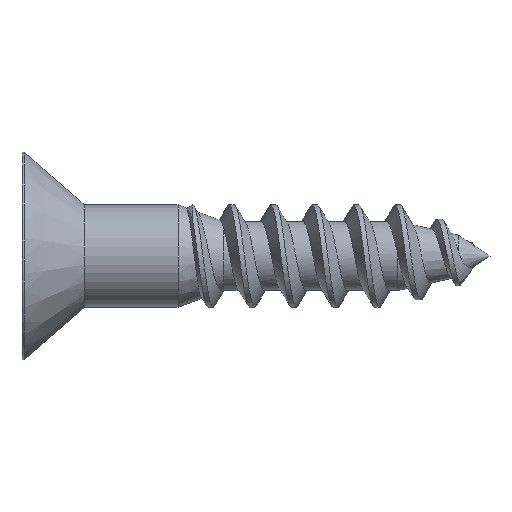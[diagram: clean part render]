
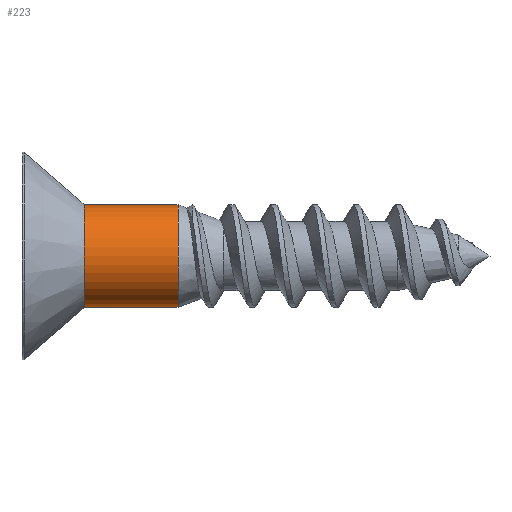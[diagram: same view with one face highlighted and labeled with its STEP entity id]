
A CAD part, top view. The second image highlights one B-rep face of the part: STEP entity #223.
In plain terms, the highlighted cylindrical face has radius 2.083 mm (diameter 4.166 mm), a partial arc.
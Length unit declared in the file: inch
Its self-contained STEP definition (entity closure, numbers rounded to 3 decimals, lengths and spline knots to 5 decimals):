
#101 = VERTEX_POINT ( 'NONE', #3045 ) ;
#223 = ADVANCED_FACE ( 'NONE', ( #735 ), #2874, .T. ) ;
#273 = DIRECTION ( 'NONE',  ( -1., 0., 0. ) ) ;
#275 = DIRECTION ( 'NONE',  ( -1., 0., 0. ) ) ;
#366 = AXIS2_PLACEMENT_3D ( 'NONE', #2656, #273, #3538 ) ;
#633 = CARTESIAN_POINT ( 'NONE',  ( -0.125, 0.082, 0. ) ) ;
#653 = ORIENTED_EDGE ( 'NONE', *, *, #1150, .T. ) ;
#735 = FACE_OUTER_BOUND ( 'NONE', #2471, .T. ) ;
#779 = CIRCLE ( 'NONE', #366, 0.082 ) ;
#1067 = VECTOR ( 'NONE', #2502, 39.37008 ) ;
#1121 = AXIS2_PLACEMENT_3D ( 'NONE', #2058, #2075, #2928 ) ;
#1123 = CARTESIAN_POINT ( 'NONE',  ( -0.275, 0.082, 0. ) ) ;
#1150 = EDGE_CURVE ( 'NONE', #1910, #2841, #2666, .T. ) ;
#1302 = CARTESIAN_POINT ( 'NONE',  ( -0.275, 0., 0. ) ) ;
#1319 = CARTESIAN_POINT ( 'NONE',  ( -0.375, 0.082, 0. ) ) ;
#1349 = LINE ( 'NONE', #2324, #3814 ) ;
#1379 = ORIENTED_EDGE ( 'NONE', *, *, #3665, .T. ) ;
#1591 = DIRECTION ( 'NONE',  ( 0., -1., 0. ) ) ;
#1910 = VERTEX_POINT ( 'NONE', #633 ) ;
#2058 = CARTESIAN_POINT ( 'NONE',  ( -0.375, 0., 0. ) ) ;
#2075 = DIRECTION ( 'NONE',  ( -1., 0., 0. ) ) ;
#2077 = CIRCLE ( 'NONE', #3660, 0.082 ) ;
#2175 = CARTESIAN_POINT ( 'NONE',  ( -0.275, -0.082, 0. ) ) ;
#2194 = EDGE_CURVE ( 'NONE', #101, #2593, #1349, .T. ) ;
#2324 = CARTESIAN_POINT ( 'NONE',  ( -0.375, -0.082, 0. ) ) ;
#2471 = EDGE_LOOP ( 'NONE', ( #1379, #653, #3468, #3691 ) ) ;
#2502 = DIRECTION ( 'NONE',  ( -1., 0., 0. ) ) ;
#2593 = VERTEX_POINT ( 'NONE', #2175 ) ;
#2656 = CARTESIAN_POINT ( 'NONE',  ( -0.125, 0., 0. ) ) ;
#2666 = LINE ( 'NONE', #1319, #1067 ) ;
#2841 = VERTEX_POINT ( 'NONE', #1123 ) ;
#2874 = CYLINDRICAL_SURFACE ( 'NONE', #1121, 0.082 ) ;
#2928 = DIRECTION ( 'NONE',  ( 0., -1., 0. ) ) ;
#2967 = EDGE_CURVE ( 'NONE', #2593, #2841, #2077, .T. ) ;
#3045 = CARTESIAN_POINT ( 'NONE',  ( -0.125, -0.082, 0. ) ) ;
#3081 = DIRECTION ( 'NONE',  ( -1., 0., 0. ) ) ;
#3468 = ORIENTED_EDGE ( 'NONE', *, *, #2967, .F. ) ;
#3538 = DIRECTION ( 'NONE',  ( 0., -1., 0. ) ) ;
#3660 = AXIS2_PLACEMENT_3D ( 'NONE', #1302, #3081, #1591 ) ;
#3665 = EDGE_CURVE ( 'NONE', #101, #1910, #779, .T. ) ;
#3691 = ORIENTED_EDGE ( 'NONE', *, *, #2194, .F. ) ;
#3814 = VECTOR ( 'NONE', #275, 39.37008 ) ;
